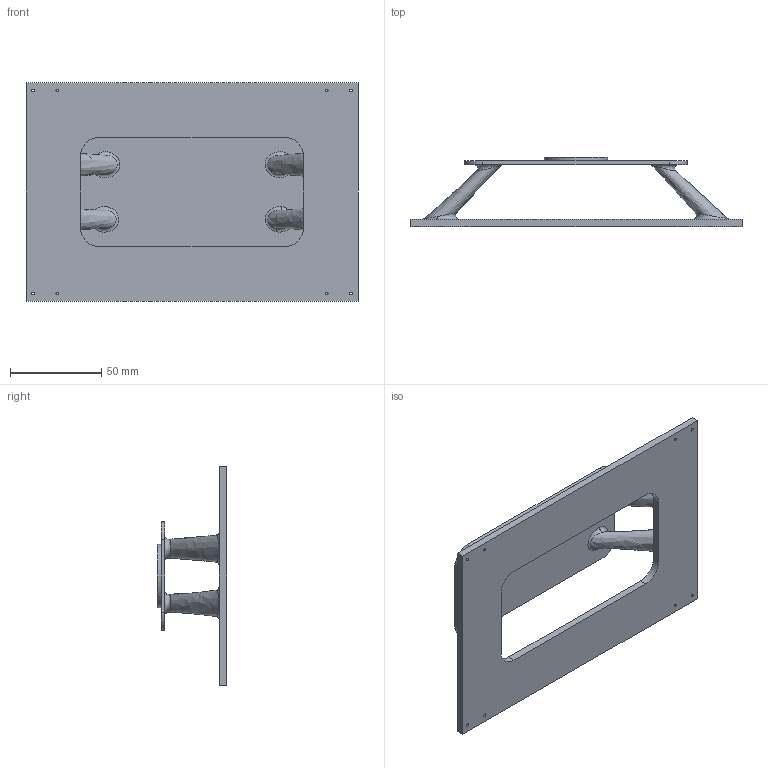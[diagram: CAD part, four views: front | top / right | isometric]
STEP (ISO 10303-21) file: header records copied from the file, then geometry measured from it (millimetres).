
FILE_DESCRIPTION((' '),'2;1');
FILE_NAME( 'Gimbal top plate.stp', '2024-08-31T23:01:13', (' '), ('--- ---'), ' V2024.3 Jun 21 2024', ' 2024 (c)', ' ');
FILE_SCHEMA(('AP242_MANAGED_MODEL_BASED_3D_ENGINEERING_MIM_LF { 1 0 10303 442 1 1 4 }'));
Length unit declared in the file: millimetre
Products named in the file (1): Gimbal top plate
Bounding box: 182.22 x 38 x 119.77 mm (x, y, z)
Volume: 87822.5 mm3; surface area: 52647.7 mm2
Topology: 1 solids, 1 shells, 50 faces, 128 edges, 84 vertices
Faces by surface type: plane 18, cylinder 17, bspline 14, cone 1
Full cylindrical faces by diameter (mm): 1.59 x8, 35 x1
Entity records: 17580 total; most frequent: CARTESIAN_POINT 16429, ORIENTED_EDGE 208, DIRECTION 204, EDGE_CURVE 104, EDGE_LOOP 98, VERTEX_POINT 80, AXIS2_PLACEMENT_3D 80, FACE_OUTER_BOUND 50
